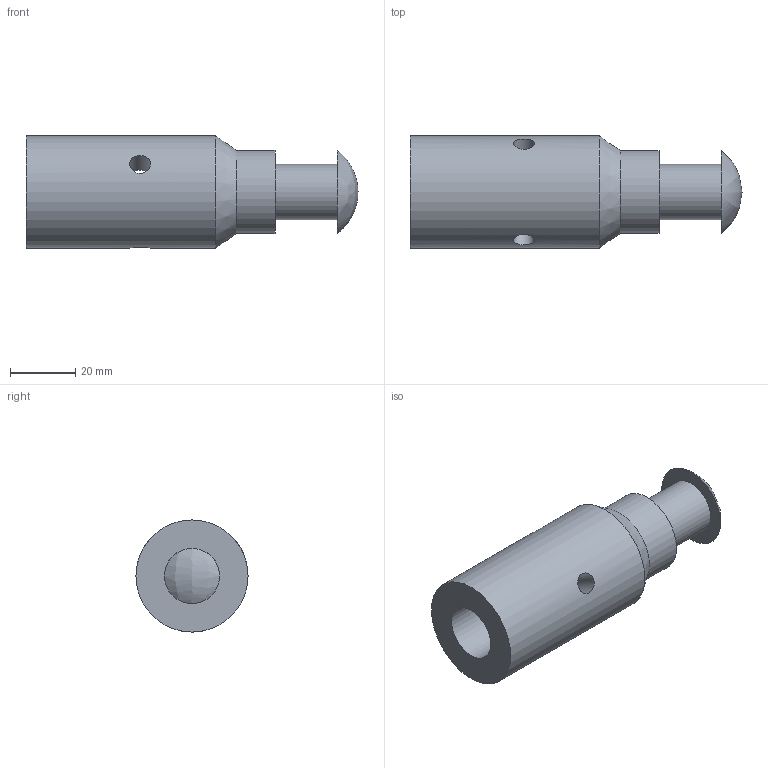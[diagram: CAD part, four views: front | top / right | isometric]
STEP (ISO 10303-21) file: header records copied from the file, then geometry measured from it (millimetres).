
FILE_DESCRIPTION (( 'STEP AP214' ), '1' );
FILE_NAME ('AFSB-8.STEP', '2023-03-09T11:07:45', ( '' ), ( '' ), 'SwSTEP 2.0', 'SolidWorks 2021', '' );
FILE_SCHEMA (( 'AUTOMOTIVE_DESIGN' ));
Length unit declared in the file: inch
Products named in the file (1): AFSB-8
Bounding box: 101.6 x 34.29 x 34.29 mm (x, y, z)
Volume: 38335.7 mm3; surface area: 15568 mm2
Topology: 1 solids, 1 shells, 11 faces, 30 edges, 21 vertices
Faces by surface type: cylinder 6, plane 2, bspline 2, cone 1
Full cylindrical faces by diameter (mm): 6.35 x3, 16.917 x1, 25.4 x1, 34.29 x1
Entity records: 770 total; most frequent: CARTESIAN_POINT 542, DIRECTION 32, ORIENTED_EDGE 26, EDGE_LOOP 26, AXIS2_PLACEMENT_3D 16, FACE_OUTER_BOUND 15, VERTEX_POINT 13, EDGE_CURVE 13
